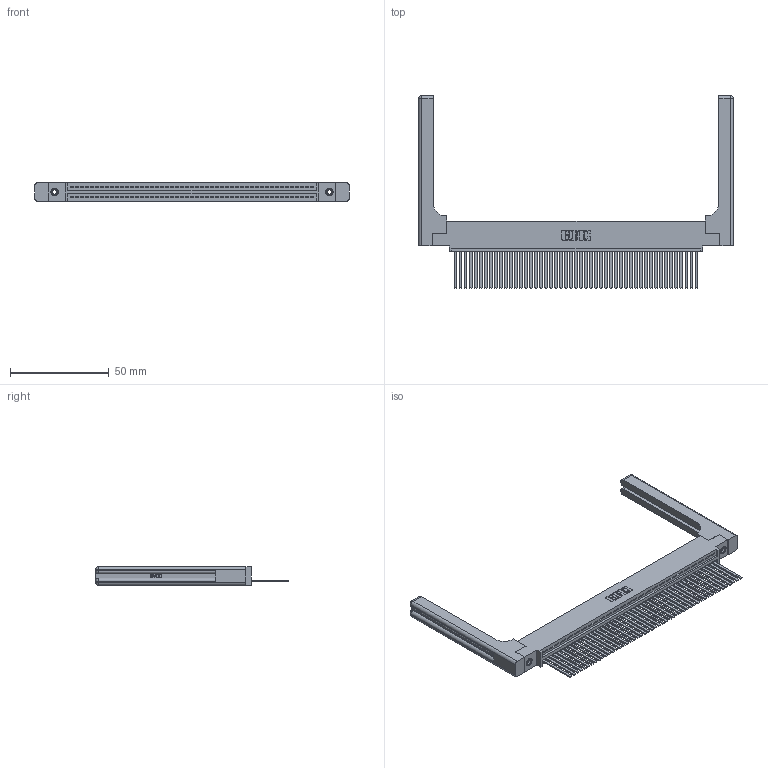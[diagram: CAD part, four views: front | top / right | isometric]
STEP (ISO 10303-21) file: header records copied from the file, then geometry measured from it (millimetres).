
FILE_DESCRIPTION (( 'STEP AP203' ), '1' );
FILE_NAME ('345-049-544-458.STEP', '2019-10-09T09:40:43', ( '' ), ( '' ), 'SwSTEP 2.0', 'SolidWorks 2016', '' );
FILE_SCHEMA (( 'CONFIG_CONTROL_DESIGN' ));
Length unit declared in the file: inch
Products named in the file (5): 345-292-001_345-293-144; 345-220-058_345-220-058; 345-250-001_345-250-001-102; 345 Part_0.110 Offset - 0.156 Dia-TH; 345-049-544-458
Assembly tree (54 placements, depth 2):
  345-049-544-458
    345 Part_0.110 Offset - 0.156 Dia-TH
    345-292-001_345-293-144  x49
    345-250-001_345-250-001-102  x2
    345-220-058_345-220-058  x2
Bounding box: 159.49 x 97.71 x 9.4 mm (x, y, z)
Volume: 24204.6 mm3; surface area: 28049.7 mm2
Topology: 54 solids, 54 shells, 2934 faces, 8761 edges, 5754 vertices
Faces by surface type: plane 1996, cylinder 878, bspline 36, cone 12, sphere 8, torus 4
Entity records: 41066 total; most frequent: CARTESIAN_POINT 8084, ORIENTED_EDGE 6864, DIRECTION 5994, EDGE_CURVE 3432, LINE 3016, VECTOR 3016, VERTEX_POINT 2278, AXIS2_PLACEMENT_3D 1489
